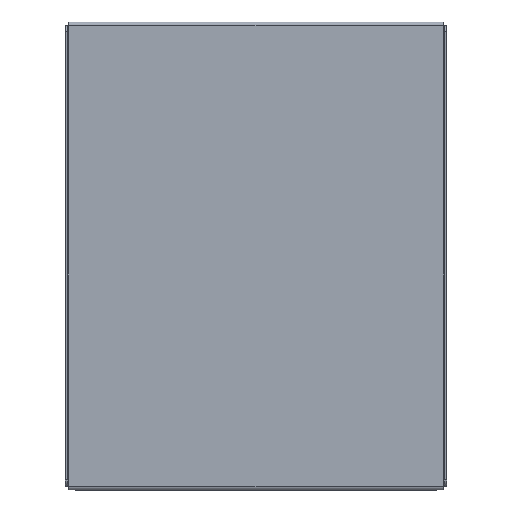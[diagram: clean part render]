
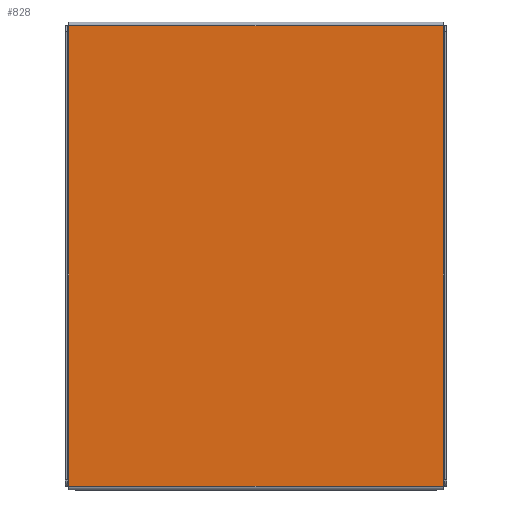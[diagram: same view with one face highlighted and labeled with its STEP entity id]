
A CAD part, top view. The second image highlights one B-rep face of the part: STEP entity #828.
In plain terms, the highlighted planar face has unit normal (0, 0, 1).
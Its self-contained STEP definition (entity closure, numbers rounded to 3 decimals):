
#100 = LINE ( 'NONE', #881, #965 ) ;
#128 = VERTEX_POINT ( 'NONE', #216 ) ;
#169 = EDGE_CURVE ( 'NONE', #1548, #1587, #1453, .T. ) ;
#191 = ORIENTED_EDGE ( 'NONE', *, *, #596, .T. ) ;
#196 = CARTESIAN_POINT ( 'NONE',  ( 150., 184.5, 0. ) ) ;
#197 = VECTOR ( 'NONE', #484, 1000. ) ;
#216 = CARTESIAN_POINT ( 'NONE',  ( -150., -184.5, 0. ) ) ;
#268 = AXIS2_PLACEMENT_3D ( 'NONE', #624, #1531, #882 ) ;
#315 = LINE ( 'NONE', #630, #197 ) ;
#381 = ORIENTED_EDGE ( 'NONE', *, *, #577, .F. ) ;
#484 = DIRECTION ( 'NONE',  ( 0., 1., 0. ) ) ;
#486 = VERTEX_POINT ( 'NONE', #1493 ) ;
#516 = EDGE_CURVE ( 'NONE', #1548, #486, #626, .T. ) ;
#574 = ORIENTED_EDGE ( 'NONE', *, *, #169, .T. ) ;
#577 = EDGE_CURVE ( 'NONE', #128, #1587, #315, .T. ) ;
#596 = EDGE_CURVE ( 'NONE', #128, #486, #100, .T. ) ;
#624 = CARTESIAN_POINT ( 'NONE',  ( 0., 0., 0. ) ) ;
#626 = LINE ( 'NONE', #196, #1027 ) ;
#630 = CARTESIAN_POINT ( 'NONE',  ( -150., -184.5, 0. ) ) ;
#650 = EDGE_LOOP ( 'NONE', ( #574, #381, #191, #1459 ) ) ;
#709 = DIRECTION ( 'NONE',  ( 0., -1., 0. ) ) ;
#781 = CARTESIAN_POINT ( 'NONE',  ( -150., 184.5, 0. ) ) ;
#828 = ADVANCED_FACE ( 'NONE', ( #1645 ), #1257, .T. ) ;
#881 = CARTESIAN_POINT ( 'NONE',  ( -153., -184.5, 0. ) ) ;
#882 = DIRECTION ( 'NONE',  ( 1., 0., 0. ) ) ;
#907 = CARTESIAN_POINT ( 'NONE',  ( 150., 184.5, 0. ) ) ;
#965 = VECTOR ( 'NONE', #1655, 1000. ) ;
#1027 = VECTOR ( 'NONE', #709, 1000. ) ;
#1171 = VECTOR ( 'NONE', #1556, 1000. ) ;
#1257 = PLANE ( 'NONE',  #268 ) ;
#1274 = CARTESIAN_POINT ( 'NONE',  ( -153., 184.5, 0. ) ) ;
#1453 = LINE ( 'NONE', #1274, #1171 ) ;
#1459 = ORIENTED_EDGE ( 'NONE', *, *, #516, .F. ) ;
#1493 = CARTESIAN_POINT ( 'NONE',  ( 150., -184.5, 0. ) ) ;
#1531 = DIRECTION ( 'NONE',  ( 0., 0., 1. ) ) ;
#1548 = VERTEX_POINT ( 'NONE', #907 ) ;
#1556 = DIRECTION ( 'NONE',  ( -1., 0., 0. ) ) ;
#1587 = VERTEX_POINT ( 'NONE', #781 ) ;
#1645 = FACE_OUTER_BOUND ( 'NONE', #650, .T. ) ;
#1655 = DIRECTION ( 'NONE',  ( 1., 0., 0. ) ) ;
